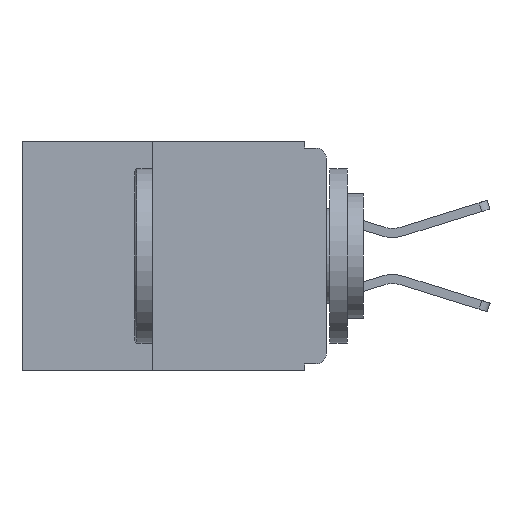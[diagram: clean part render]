
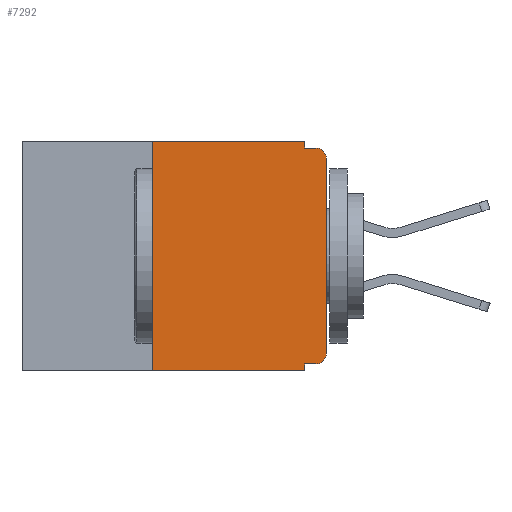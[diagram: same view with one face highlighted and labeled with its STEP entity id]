
A CAD part, left-side view. The second image highlights one B-rep face of the part: STEP entity #7292.
In plain terms, the highlighted planar face has unit normal (-1, 0, 0).
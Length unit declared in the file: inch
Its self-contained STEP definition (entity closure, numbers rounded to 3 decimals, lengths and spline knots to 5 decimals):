
#78 = DIRECTION ( 'NONE',  ( 0., 0., 1. ) ) ;
#118 = EDGE_CURVE ( 'NONE', #5120, #529, #2861, .T. ) ;
#273 = ORIENTED_EDGE ( 'NONE', *, *, #12099, .F. ) ;
#320 = CIRCLE ( 'NONE', #11843, 0.015 ) ;
#369 = ORIENTED_EDGE ( 'NONE', *, *, #5870, .T. ) ;
#529 = VERTEX_POINT ( 'NONE', #2082 ) ;
#636 = CARTESIAN_POINT ( 'NONE',  ( 0., 0.031, 0. ) ) ;
#771 = EDGE_CURVE ( 'NONE', #5937, #529, #7582, .T. ) ;
#849 = CARTESIAN_POINT ( 'NONE',  ( 0., 0.031, -0.33 ) ) ;
#1130 = CARTESIAN_POINT ( 'NONE',  ( 0., 0., -0.025 ) ) ;
#1164 = CIRCLE ( 'NONE', #1584, 0.015 ) ;
#1584 = AXIS2_PLACEMENT_3D ( 'NONE', #2773, #7590, #10382 ) ;
#1669 = ORIENTED_EDGE ( 'NONE', *, *, #4901, .F. ) ;
#1693 = AXIS2_PLACEMENT_3D ( 'NONE', #11970, #7281, #11938 ) ;
#1751 = DIRECTION ( 'NONE',  ( 0., 0., -1. ) ) ;
#1955 = DIRECTION ( 'NONE',  ( 0., -1., 0. ) ) ;
#2082 = CARTESIAN_POINT ( 'NONE',  ( 0., 0.031, -0.33 ) ) ;
#2165 = VECTOR ( 'NONE', #1955, 39.37008 ) ;
#2773 = CARTESIAN_POINT ( 'NONE',  ( 0., 0.015, -0.025 ) ) ;
#2861 = LINE ( 'NONE', #11624, #5222 ) ;
#3443 = CARTESIAN_POINT ( 'NONE',  ( 0., 0., -0.305 ) ) ;
#3682 = DIRECTION ( 'NONE',  ( 0., 0., -1. ) ) ;
#3893 = CARTESIAN_POINT ( 'NONE',  ( 0., 0.031, -0.32 ) ) ;
#4433 = DIRECTION ( 'NONE',  ( -1., 0., 0. ) ) ;
#4640 = CARTESIAN_POINT ( 'NONE',  ( 0., 0.031, 0. ) ) ;
#4706 = VERTEX_POINT ( 'NONE', #3443 ) ;
#4724 = ORIENTED_EDGE ( 'NONE', *, *, #771, .F. ) ;
#4865 = ORIENTED_EDGE ( 'NONE', *, *, #11728, .T. ) ;
#4875 = CARTESIAN_POINT ( 'NONE',  ( 0., 0.25, 0. ) ) ;
#4901 = EDGE_CURVE ( 'NONE', #8324, #5937, #5418, .T. ) ;
#4910 = CARTESIAN_POINT ( 'NONE',  ( 0., 0.437, 0. ) ) ;
#5034 = EDGE_CURVE ( 'NONE', #7253, #9760, #10703, .T. ) ;
#5120 = VERTEX_POINT ( 'NONE', #6902 ) ;
#5222 = VECTOR ( 'NONE', #10731, 39.37008 ) ;
#5323 = EDGE_CURVE ( 'NONE', #11338, #9046, #10269, .T. ) ;
#5378 = ORIENTED_EDGE ( 'NONE', *, *, #9679, .F. ) ;
#5418 = LINE ( 'NONE', #7241, #7616 ) ;
#5870 = EDGE_CURVE ( 'NONE', #4706, #7340, #12032, .T. ) ;
#5937 = VERTEX_POINT ( 'NONE', #3893 ) ;
#6092 = CARTESIAN_POINT ( 'NONE',  ( 0., 0.031, -0.01 ) ) ;
#6349 = DIRECTION ( 'NONE',  ( 0., 1., 0. ) ) ;
#6421 = DIRECTION ( 'NONE',  ( 0., -1., 0. ) ) ;
#6430 = PLANE ( 'NONE',  #1693 ) ;
#6618 = CARTESIAN_POINT ( 'NONE',  ( 0., 0.015, -0.01 ) ) ;
#6902 = CARTESIAN_POINT ( 'NONE',  ( 0., 0.25, -0.33 ) ) ;
#7189 = DIRECTION ( 'NONE',  ( 0., 0., -1. ) ) ;
#7241 = CARTESIAN_POINT ( 'NONE',  ( 0., 0., -0.32 ) ) ;
#7253 = VERTEX_POINT ( 'NONE', #4875 ) ;
#7281 = DIRECTION ( 'NONE',  ( 1., 0., 0. ) ) ;
#7292 = ADVANCED_FACE ( 'NONE', ( #10223 ), #6430, .F. ) ;
#7340 = VERTEX_POINT ( 'NONE', #1130 ) ;
#7491 = EDGE_LOOP ( 'NONE', ( #369, #4865, #8099, #5378, #10385, #273, #8732, #4724, #1669, #11601 ) ) ;
#7582 = LINE ( 'NONE', #849, #10823 ) ;
#7590 = DIRECTION ( 'NONE',  ( -1., 0., 0. ) ) ;
#7616 = VECTOR ( 'NONE', #6349, 39.37008 ) ;
#7630 = LINE ( 'NONE', #8391, #11193 ) ;
#8099 = ORIENTED_EDGE ( 'NONE', *, *, #5323, .F. ) ;
#8121 = CARTESIAN_POINT ( 'NONE',  ( 0., 0.015, -0.32 ) ) ;
#8213 = CARTESIAN_POINT ( 'NONE',  ( 0., 0., -0.01 ) ) ;
#8324 = VERTEX_POINT ( 'NONE', #8121 ) ;
#8340 = CARTESIAN_POINT ( 'NONE',  ( 0., 0.015, -0.305 ) ) ;
#8391 = CARTESIAN_POINT ( 'NONE',  ( 0., 0.25, -0.33 ) ) ;
#8436 = VECTOR ( 'NONE', #7189, 39.37008 ) ;
#8548 = CARTESIAN_POINT ( 'NONE',  ( 0., 0., 0. ) ) ;
#8732 = ORIENTED_EDGE ( 'NONE', *, *, #118, .T. ) ;
#9046 = VERTEX_POINT ( 'NONE', #6618 ) ;
#9679 = EDGE_CURVE ( 'NONE', #9760, #11338, #9914, .T. ) ;
#9760 = VERTEX_POINT ( 'NONE', #4640 ) ;
#9914 = LINE ( 'NONE', #636, #8436 ) ;
#10014 = EDGE_CURVE ( 'NONE', #8324, #4706, #320, .T. ) ;
#10117 = VECTOR ( 'NONE', #6421, 39.37008 ) ;
#10223 = FACE_OUTER_BOUND ( 'NONE', #7491, .T. ) ;
#10269 = LINE ( 'NONE', #8213, #10117 ) ;
#10382 = DIRECTION ( 'NONE',  ( 0., 0., -1. ) ) ;
#10385 = ORIENTED_EDGE ( 'NONE', *, *, #5034, .F. ) ;
#10703 = LINE ( 'NONE', #4910, #2165 ) ;
#10731 = DIRECTION ( 'NONE',  ( 0., -1., 0. ) ) ;
#10823 = VECTOR ( 'NONE', #3682, 39.37008 ) ;
#11193 = VECTOR ( 'NONE', #12178, 39.37008 ) ;
#11338 = VERTEX_POINT ( 'NONE', #6092 ) ;
#11601 = ORIENTED_EDGE ( 'NONE', *, *, #10014, .T. ) ;
#11624 = CARTESIAN_POINT ( 'NONE',  ( 0., 0.437, -0.33 ) ) ;
#11728 = EDGE_CURVE ( 'NONE', #7340, #9046, #1164, .T. ) ;
#11744 = VECTOR ( 'NONE', #78, 39.37008 ) ;
#11843 = AXIS2_PLACEMENT_3D ( 'NONE', #8340, #4433, #1751 ) ;
#11938 = DIRECTION ( 'NONE',  ( 0., 0., -1. ) ) ;
#11970 = CARTESIAN_POINT ( 'NONE',  ( 0., 0.437, 0. ) ) ;
#12032 = LINE ( 'NONE', #8548, #11744 ) ;
#12099 = EDGE_CURVE ( 'NONE', #5120, #7253, #7630, .T. ) ;
#12178 = DIRECTION ( 'NONE',  ( 0., 0., 1. ) ) ;
